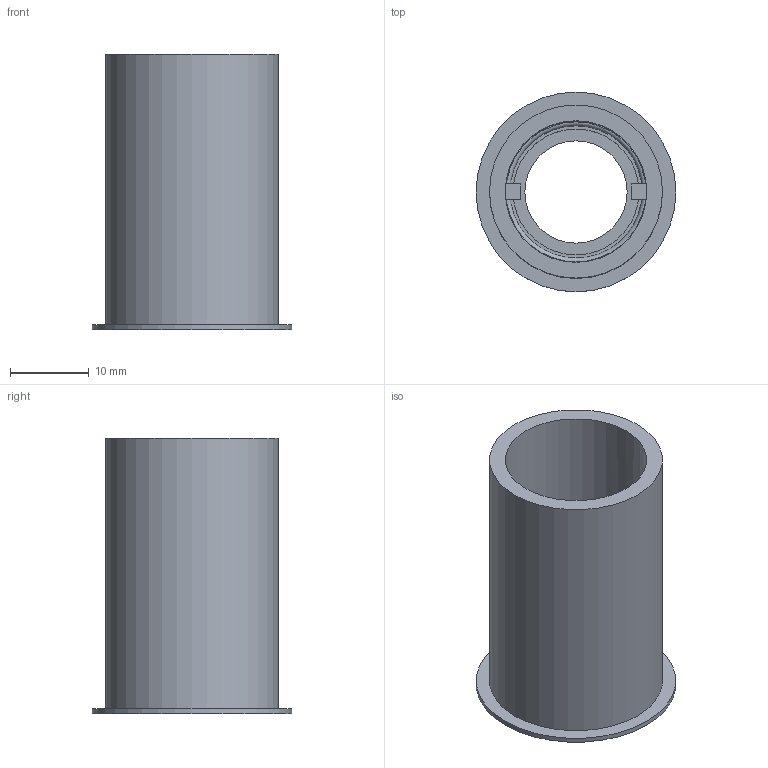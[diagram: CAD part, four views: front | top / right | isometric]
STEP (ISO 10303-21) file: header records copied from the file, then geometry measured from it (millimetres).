
FILE_DESCRIPTION(('HOOPS Exchange Step'),'2;1');
FILE_NAME('export-3304FCC9-9554-4FAF-874F-8ACDADD3CDEA.stp','2022-12-13T20:52:39+18:00',('mulie'),('Alibre'),'HOOPS Exchange 2020.1','Alibre','Unknown authorisation');
FILE_SCHEMA( ('AP242_MANAGED_MODEL_BASED_3D_ENGINEERING_MIM_LF {1 0 10303 442 1 1 4 }') );
Length unit declared in the file: centimetre
Products named in the file (1): Capsule holder 22mm
Bounding box: 25.4 x 25.4 x 35 mm (x, y, z)
Volume: 4647.4 mm3; surface area: 5243.2 mm2
Topology: 1 solids, 1 shells, 27 faces, 71 edges, 51 vertices
Faces by surface type: plane 16, cylinder 7, cone 3, torus 1
Full cylindrical faces by diameter (mm): 13 x1, 16 x1, 16.8 x1, 18 x1, 18.8 x1, 22 x1, 25.4 x1
Entity records: 897 total; most frequent: CARTESIAN_POINT 167, DIRECTION 159, ORIENTED_EDGE 142, EDGE_CURVE 71, AXIS2_PLACEMENT_3D 67, VERTEX_POINT 51, CIRCLE 38, EDGE_LOOP 34
